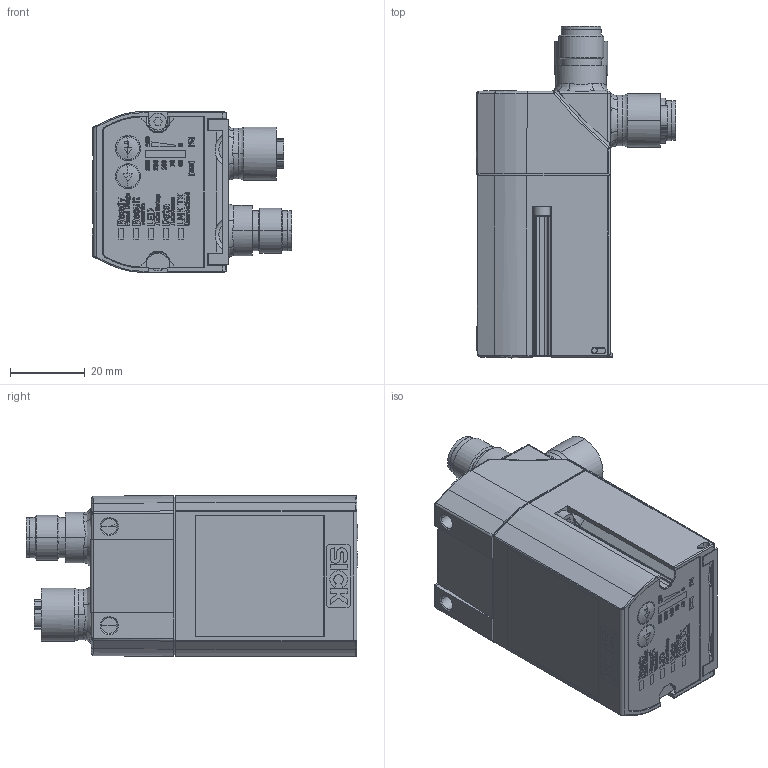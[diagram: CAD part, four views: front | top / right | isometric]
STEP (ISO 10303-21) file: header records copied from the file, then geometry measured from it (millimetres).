
FILE_DESCRIPTION(('OneSpaceDesigner STEP Export'),'2;1');
FILE_NAME('S279532_V2D621.-2…FB_FC_GB_GC_Dummy.stp','2020-09-04T10:34:19',('SICK AG'),('SICK AG'),'Creo Elements/Direct Modeling STEP processor for AP214 (Solid Model)','Creo Elements/Direct Modeling 18.1B 29-Sep-2012 (C) Parametric Technology GmbH','');
FILE_SCHEMA(('AUTOMOTIVE_DESIGN { 1 0 10303 214 1 1 1 1 }'));
Products named in the file (4): S248476_Gehaeuse_Dummy; S055118_ICR62x_Steckeranschluss_17p_Dummy; 5324896_Nutenstein_Nut5_M5_02; S279532_V2D621.-2…FB_FC_GB_GC_Dummy
Assembly tree (5 placements, depth 2):
  S279532_V2D621.-2…FB_FC_GB_GC_Dummy
    5324896_Nutenstein_Nut5_M5_02  x2
    S055118_ICR62x_Steckeranschluss_17p_Dummy  x2
    S248476_Gehaeuse_Dummy
Bounding box: 53.24 x 88.73 x 43 mm (x, y, z)
Volume: 115346.6 mm3; surface area: 25697.9 mm2
Topology: 5 solids, 5 shells, 1103 faces, 5339 edges, 4476 vertices
Faces by surface type: plane 561, cylinder 394, bspline 59, cone 51, sphere 19, torus 11, extrusion 8
Entity records: 67794 total; most frequent: CARTESIAN_POINT 22755, ORIENTED_EDGE 9660, DIRECTION 6215, EDGE_CURVE 4830, VERTEX_POINT 4146, VECTOR 3917, LINE 3909, AXIS2_PLACEMENT_3D 1149
